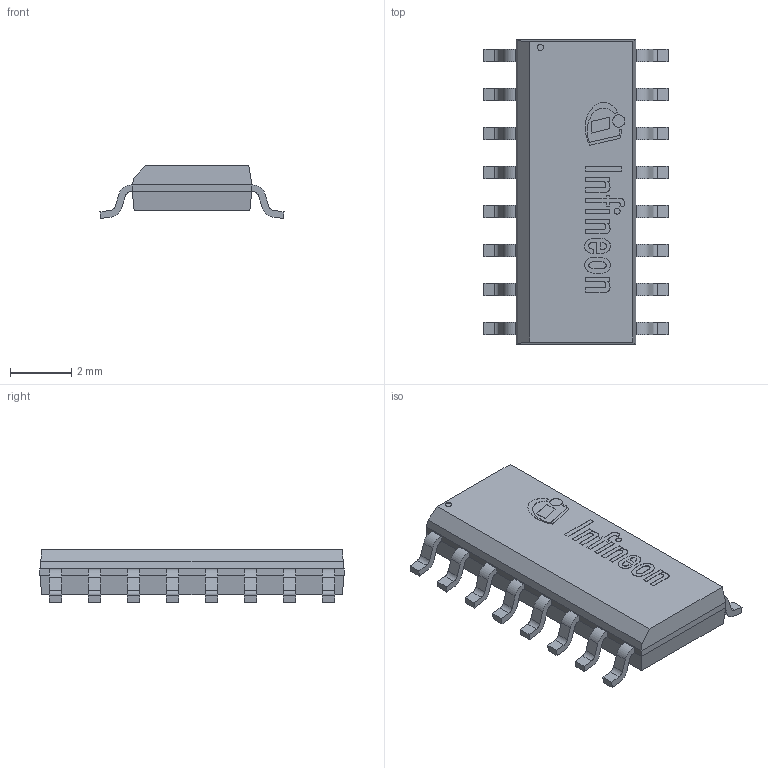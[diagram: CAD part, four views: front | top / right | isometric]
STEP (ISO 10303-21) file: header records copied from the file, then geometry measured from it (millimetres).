
FILE_DESCRIPTION(/* description */ (''),/* implementation_level */ '2;1');
FILE_NAME(/* name */ 'PG-DSO-16-908_Z8B00211734_V01_3D.stp',/* time_stamp */ '2021-04-23T16:03:21+06:00',/* author */ ('janartha'),/* organization */ (''),/* preprocessor_version */ 'ST-DEVELOPER v16.13',/* originating_system */ 'AutoCAD Mechanical',/* authorisation */ '');
FILE_SCHEMA (('AUTOMOTIVE_DESIGN { 1 0 10303 214 3 1 1 }'));
Length unit declared in the file: millimetre
Products named in the file (1): Product
Bounding box: 6 x 9.91 x 1.73 mm (x, y, z)
Volume: 57 mm3; surface area: 305.5 mm2
Topology: 32 solids, 32 shells, 365 faces, 900 edges, 600 vertices
Faces by surface type: plane 275, cylinder 70, bspline 20
Full cylindrical faces by diameter (mm): 0.191 x1, 0.201 x2, 0.401 x1
Entity records: 10843 total; most frequent: CARTESIAN_POINT 2214, ORIENTED_EDGE 1792, DIRECTION 1688, EDGE_CURVE 896, LINE 716, VECTOR 716, VERTEX_POINT 600, AXIS2_PLACEMENT_3D 486
